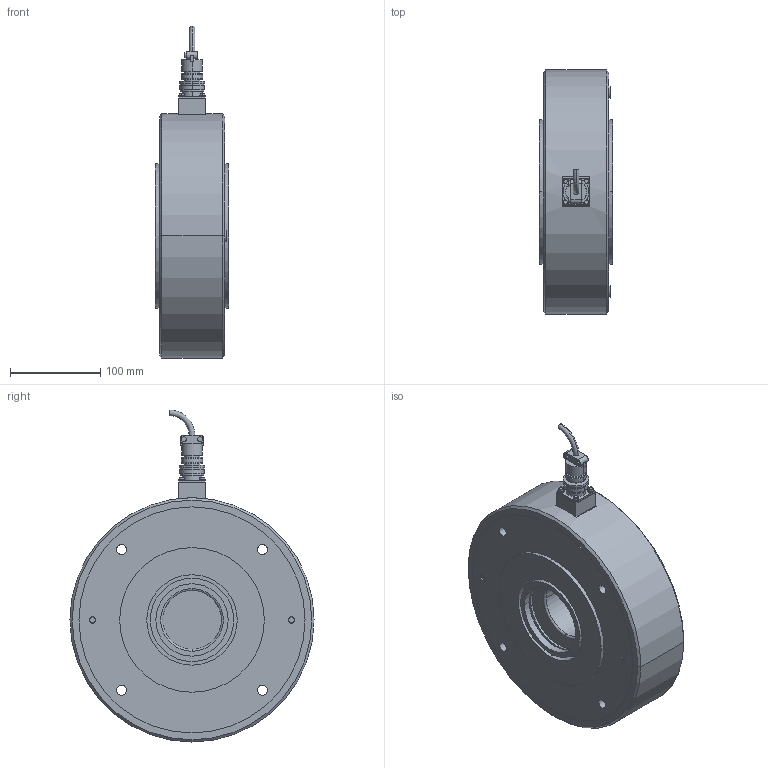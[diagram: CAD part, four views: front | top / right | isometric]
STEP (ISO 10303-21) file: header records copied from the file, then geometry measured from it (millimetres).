
FILE_DESCRIPTION((''),'2;1');
FILE_NAME('50008.stp','2007-09-21T13:54:48',(''),(''),'Mechanical Desktop 2007','Mechanical Desktop 2007',', , ');
FILE_SCHEMA(('CONFIG_CONTROL_DESIGN'));
Length unit declared in the file: millimetre
Products named in the file (26): L50008; L4899004; TEIL1AA; L48999; TEIL1A; L48998; TEIL1; L49026; TEIL1AAAA; I-6KT_SCHRAUBE_M3X25; I-6KT_SCHRAUBE_M3X25A; FEDERRING_M3A; FEDERRING_M3; V_RING_V80A; V_RING_V80AA; L4410401; TEIL1AAA; FLANSCHDOSE_14S-2P_4-POLIG; FLANSCHDOSE_14S-2P_4-POLIGA; I-6KT_SCHRAUBE_M8X65A; I-6KT_SCHRAUBE_M8X65; SICHERUNGSRING_J140; SICHERUNGSRING_J140A; PENDELKUGELLAGER_1313TV; PENDELKUGELLAGER_1313TVA; RM_SDB
Assembly tree (35 placements, depth 3):
  L50008
    L4899004
      TEIL1AA
    L48999
      TEIL1A
    L48998
      TEIL1
    L49026
      TEIL1AAAA
    I-6KT_SCHRAUBE_M3X25  x4
      I-6KT_SCHRAUBE_M3X25A
    FEDERRING_M3A  x4
      FEDERRING_M3
    V_RING_V80A
      V_RING_V80AA
    L4410401  x2
      TEIL1AAA
    FLANSCHDOSE_14S-2P_4-POLIG
      FLANSCHDOSE_14S-2P_4-POLIGA
    I-6KT_SCHRAUBE_M8X65A  x2
      I-6KT_SCHRAUBE_M8X65
    SICHERUNGSRING_J140
      SICHERUNGSRING_J140A
    PENDELKUGELLAGER_1313TV
      PENDELKUGELLAGER_1313TVA
    RM_SDB  x3
Bounding box: 80.8 x 270 x 367.15 mm (x, y, z)
Volume: 3673456.3 mm3; surface area: 572926.5 mm2
Topology: 20 solids, 20 shells, 380 faces, 880 edges, 580 vertices
Faces by surface type: cylinder 224, plane 102, cone 30, torus 22, bspline 2
Entity records: 9609 total; most frequent: DIRECTION 1802, CARTESIAN_POINT 1656, ORIENTED_EDGE 1392, AXIS2_PLACEMENT_3D 772, EDGE_CURVE 696, VERTEX_POINT 460, CIRCLE 438, EDGE_LOOP 420
